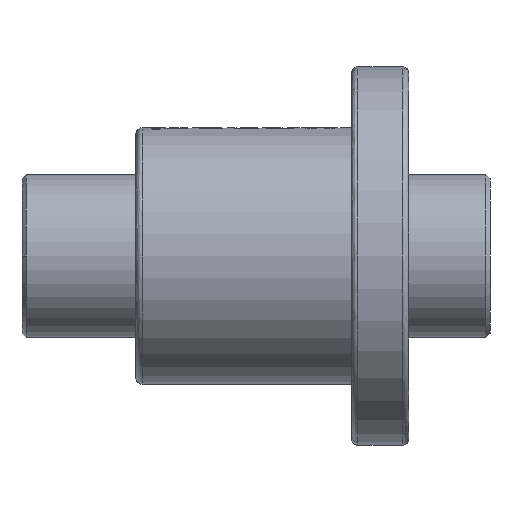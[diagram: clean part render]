
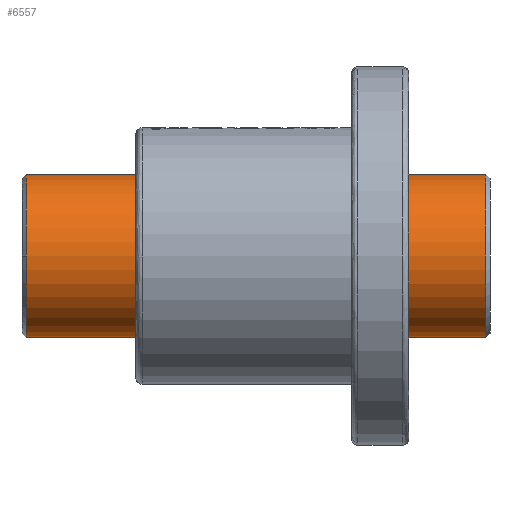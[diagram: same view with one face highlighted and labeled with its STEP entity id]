
A CAD part, front view. The second image highlights one B-rep face of the part: STEP entity #6557.
In plain terms, the highlighted cylindrical face has radius 20 mm (diameter 40 mm), a partial arc.
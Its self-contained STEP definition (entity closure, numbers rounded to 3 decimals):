
#222 = DIRECTION ( 'NONE',  ( -1., 0., 0. ) ) ;
#550 = EDGE_CURVE ( 'NONE', #22063, #14287, #11313, .T. ) ;
#603 = CIRCLE ( 'NONE', #23967, 20. ) ;
#726 = DIRECTION ( 'NONE',  ( 0., 0., -1. ) ) ;
#779 = VERTEX_POINT ( 'NONE', #5198 ) ;
#968 = CARTESIAN_POINT ( 'NONE',  ( -114., 0., 0. ) ) ;
#1573 = ORIENTED_EDGE ( 'NONE', *, *, #19134, .T. ) ;
#2229 = VECTOR ( 'NONE', #7329, 1000. ) ;
#2389 = CARTESIAN_POINT ( 'NONE',  ( -95., 0., 0. ) ) ;
#3039 = CARTESIAN_POINT ( 'NONE',  ( -114., 0., 20. ) ) ;
#3523 = EDGE_CURVE ( 'NONE', #24270, #5869, #603, .T. ) ;
#4703 = CARTESIAN_POINT ( 'NONE',  ( -114., 0., 0. ) ) ;
#5198 = CARTESIAN_POINT ( 'NONE',  ( -114., 0., -20. ) ) ;
#5869 = VERTEX_POINT ( 'NONE', #18602 ) ;
#6044 = CIRCLE ( 'NONE', #22126, 20. ) ;
#6220 = CARTESIAN_POINT ( 'NONE',  ( -114., -20., 0. ) ) ;
#6223 = DIRECTION ( 'NONE',  ( 0., 0., -1. ) ) ;
#6557 = ADVANCED_FACE ( 'NONE', ( #20563 ), #19664, .T. ) ;
#6589 = EDGE_CURVE ( 'NONE', #14287, #779, #6044, .T. ) ;
#6632 = ORIENTED_EDGE ( 'NONE', *, *, #19564, .F. ) ;
#7329 = DIRECTION ( 'NONE',  ( 1., 0., 0. ) ) ;
#9750 = ORIENTED_EDGE ( 'NONE', *, *, #550, .T. ) ;
#9955 = VECTOR ( 'NONE', #18273, 1000. ) ;
#10689 = AXIS2_PLACEMENT_3D ( 'NONE', #2389, #17540, #6223 ) ;
#11313 = CIRCLE ( 'NONE', #14236, 20. ) ;
#11354 = CARTESIAN_POINT ( 'NONE',  ( -95., 0., 20. ) ) ;
#11434 = LINE ( 'NONE', #11354, #2229 ) ;
#11751 = LINE ( 'NONE', #24049, #9955 ) ;
#12349 = ORIENTED_EDGE ( 'NONE', *, *, #6589, .T. ) ;
#12797 = ORIENTED_EDGE ( 'NONE', *, *, #3523, .T. ) ;
#13399 = EDGE_LOOP ( 'NONE', ( #6632, #9750, #12349, #1573, #12797 ) ) ;
#13929 = DIRECTION ( 'NONE',  ( 0., 0., -1. ) ) ;
#14236 = AXIS2_PLACEMENT_3D ( 'NONE', #968, #17948, #726 ) ;
#14287 = VERTEX_POINT ( 'NONE', #6220 ) ;
#15923 = DIRECTION ( 'NONE',  ( 1., 0., 0. ) ) ;
#17257 = CARTESIAN_POINT ( 'NONE',  ( -1., 0., 0. ) ) ;
#17346 = DIRECTION ( 'NONE',  ( 0., 0., -1. ) ) ;
#17540 = DIRECTION ( 'NONE',  ( 1., 0., 0. ) ) ;
#17948 = DIRECTION ( 'NONE',  ( 1., 0., 0. ) ) ;
#18056 = CARTESIAN_POINT ( 'NONE',  ( -1., 0., -20. ) ) ;
#18273 = DIRECTION ( 'NONE',  ( 1., 0., 0. ) ) ;
#18602 = CARTESIAN_POINT ( 'NONE',  ( -1., 0., 20. ) ) ;
#19134 = EDGE_CURVE ( 'NONE', #779, #24270, #11751, .T. ) ;
#19564 = EDGE_CURVE ( 'NONE', #22063, #5869, #11434, .T. ) ;
#19664 = CYLINDRICAL_SURFACE ( 'NONE', #10689, 20. ) ;
#20563 = FACE_OUTER_BOUND ( 'NONE', #13399, .T. ) ;
#22063 = VERTEX_POINT ( 'NONE', #3039 ) ;
#22126 = AXIS2_PLACEMENT_3D ( 'NONE', #4703, #15923, #13929 ) ;
#23967 = AXIS2_PLACEMENT_3D ( 'NONE', #17257, #222, #17346 ) ;
#24049 = CARTESIAN_POINT ( 'NONE',  ( -95., 0., -20. ) ) ;
#24270 = VERTEX_POINT ( 'NONE', #18056 ) ;
